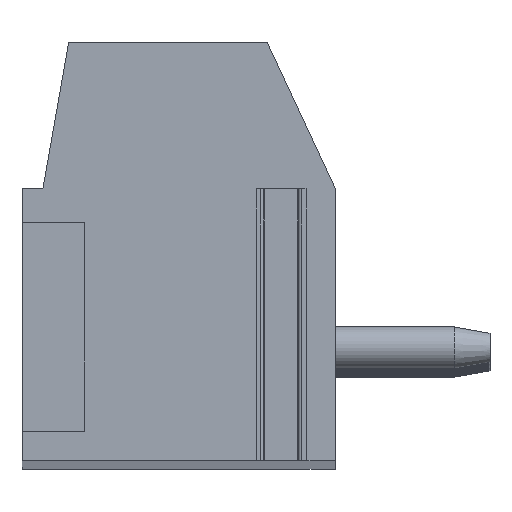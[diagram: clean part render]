
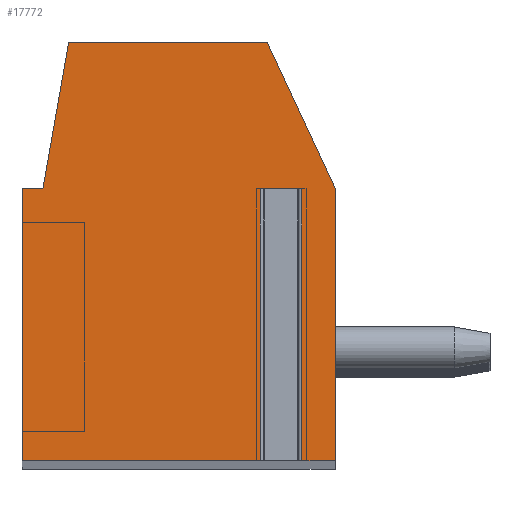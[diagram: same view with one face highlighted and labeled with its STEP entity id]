
A CAD part, top view. The second image highlights one B-rep face of the part: STEP entity #17772.
In plain terms, the highlighted planar face has unit normal (0, 0, 1).
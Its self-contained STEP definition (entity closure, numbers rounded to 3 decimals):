
#161=DIRECTION('',(-1.,0.,0.));
#162=VECTOR('',#161,0.996);
#163=CARTESIAN_POINT('',(2.948,1.5,117.5));
#164=LINE('',#163,#162);
#165=DIRECTION('',(0.,-1.,0.));
#166=VECTOR('',#165,6.5);
#167=CARTESIAN_POINT('',(1.952,1.5,117.5));
#168=LINE('',#167,#166);
#169=DIRECTION('',(1.,0.,0.));
#170=VECTOR('',#169,5.702);
#171=CARTESIAN_POINT('',(-3.75,-5.,117.5));
#172=LINE('',#171,#170);
#173=DIRECTION('',(0.,-1.,0.));
#174=VECTOR('',#173,6.5);
#175=CARTESIAN_POINT('',(-3.75,1.5,117.5));
#176=LINE('',#175,#174);
#177=DIRECTION('',(-1.,0.,0.));
#178=VECTOR('',#177,0.5);
#179=CARTESIAN_POINT('',(-3.25,1.5,117.5));
#180=LINE('',#179,#178);
#181=DIRECTION('',(-0.174,-0.985,0.));
#182=VECTOR('',#181,3.554);
#183=CARTESIAN_POINT('',(-2.633,5.,117.5));
#184=LINE('',#183,#182);
#185=DIRECTION('',(-1.,0.,0.));
#186=VECTOR('',#185,4.751);
#187=CARTESIAN_POINT('',(2.118,5.,117.5));
#188=LINE('',#187,#186);
#189=DIRECTION('',(-0.423,0.906,0.));
#190=VECTOR('',#189,3.862);
#191=CARTESIAN_POINT('',(3.75,1.5,117.5));
#192=LINE('',#191,#190);
#193=DIRECTION('',(0.,1.,0.));
#194=VECTOR('',#193,6.5);
#195=CARTESIAN_POINT('',(3.75,-5.,117.5));
#196=LINE('',#195,#194);
#197=DIRECTION('',(1.,0.,0.));
#198=VECTOR('',#197,0.802);
#199=CARTESIAN_POINT('',(2.948,-5.,117.5));
#200=LINE('',#199,#198);
#201=DIRECTION('',(0.,-1.,0.));
#202=VECTOR('',#201,6.5);
#203=CARTESIAN_POINT('',(2.948,1.5,117.5));
#204=LINE('',#203,#202);
#13855=CARTESIAN_POINT('',(3.75,-5.,117.5));
#13856=CARTESIAN_POINT('',(3.75,1.5,117.5));
#13857=VERTEX_POINT('',#13855);
#13858=VERTEX_POINT('',#13856);
#13859=CARTESIAN_POINT('',(2.118,5.,117.5));
#13860=VERTEX_POINT('',#13859);
#13861=CARTESIAN_POINT('',(-2.633,5.,117.5));
#13862=VERTEX_POINT('',#13861);
#13863=CARTESIAN_POINT('',(-3.25,1.5,117.5));
#13864=VERTEX_POINT('',#13863);
#13865=CARTESIAN_POINT('',(-3.75,1.5,117.5));
#13866=VERTEX_POINT('',#13865);
#13867=CARTESIAN_POINT('',(-3.75,-5.,117.5));
#13868=VERTEX_POINT('',#13867);
#13913=CARTESIAN_POINT('',(2.948,1.5,117.5));
#13914=CARTESIAN_POINT('',(1.952,1.5,117.5));
#13915=VERTEX_POINT('',#13913);
#13916=VERTEX_POINT('',#13914);
#13917=CARTESIAN_POINT('',(2.948,-5.,
117.5));
#13918=VERTEX_POINT('',#13917);
#13919=CARTESIAN_POINT('',(1.952,-5.,
117.5));
#13920=VERTEX_POINT('',#13919);
#17746=CARTESIAN_POINT('',(0.,0.,117.5));
#17747=DIRECTION('',(0.,0.,1.));
#17748=DIRECTION('',(1.,0.,0.));
#17749=AXIS2_PLACEMENT_3D('',#17746,#17747,#17748);
#17750=PLANE('',#17749);
#17752=ORIENTED_EDGE('',*,*,#17751,.T.);
#17754=ORIENTED_EDGE('',*,*,#17753,.T.);
#17755=ORIENTED_EDGE('',*,*,#17714,.F.);
#17757=ORIENTED_EDGE('',*,*,#17756,.F.);
#17759=ORIENTED_EDGE('',*,*,#17758,.F.);
#17761=ORIENTED_EDGE('',*,*,#17760,.F.);
#17763=ORIENTED_EDGE('',*,*,#17762,.F.);
#17765=ORIENTED_EDGE('',*,*,#17764,.F.);
#17767=ORIENTED_EDGE('',*,*,#17766,.F.);
#17768=ORIENTED_EDGE('',*,*,#17693,.F.);
#17769=ORIENTED_EDGE('',*,*,#17736,.F.);
#17770=EDGE_LOOP('',(#17752,#17754,#17755,#17757,#17759,#17761,#17763,#17765,
#17767,#17768,#17769));
#17771=FACE_OUTER_BOUND('',#17770,.F.);
#17693=EDGE_CURVE('',#13918,#13857,#200,.T.);
#17714=EDGE_CURVE('',#13868,#13920,#172,.T.);
#17736=EDGE_CURVE('',#13915,#13918,#204,.T.);
#17751=EDGE_CURVE('',#13915,#13916,#164,.T.);
#17753=EDGE_CURVE('',#13916,#13920,#168,.T.);
#17756=EDGE_CURVE('',#13866,#13868,#176,.T.);
#17758=EDGE_CURVE('',#13864,#13866,#180,.T.);
#17760=EDGE_CURVE('',#13862,#13864,#184,.T.);
#17762=EDGE_CURVE('',#13860,#13862,#188,.T.);
#17764=EDGE_CURVE('',#13858,#13860,#192,.T.);
#17766=EDGE_CURVE('',#13857,#13858,#196,.T.);
#17772=ADVANCED_FACE('',(#17771),#17750,.T.);
